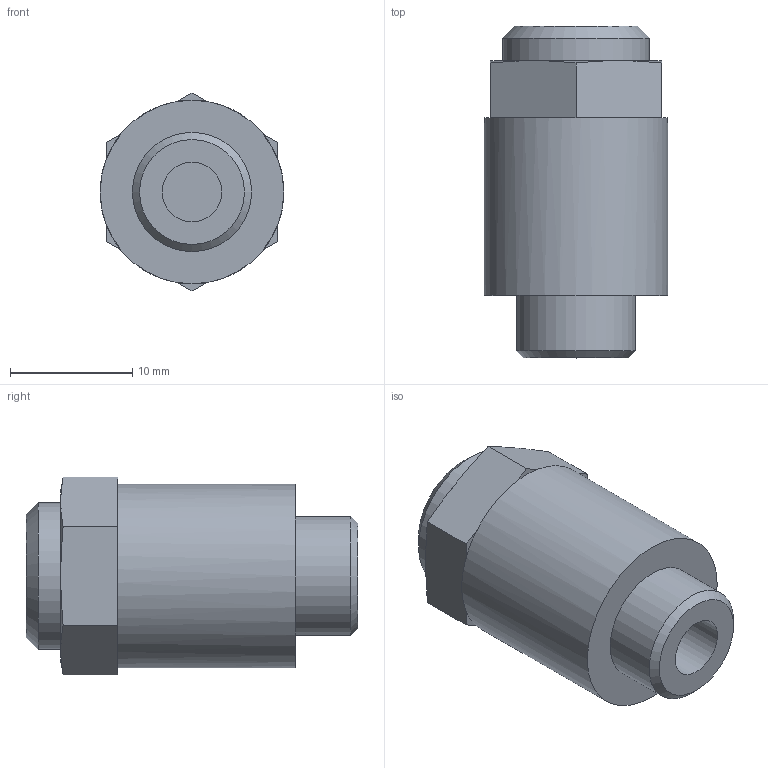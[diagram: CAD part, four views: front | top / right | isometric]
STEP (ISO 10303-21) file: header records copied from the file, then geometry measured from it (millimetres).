
FILE_DESCRIPTION(/* description */ ('STEP AP214'),/* implementation_level */ '2;1');
FILE_NAME(/* name */ '10351_GRE-1_8',/* time_stamp */ '2024-08-23T15:24:53+02:00',/* author */ ('License CC BY-ND 4.0'),/* organization */ ('CADENAS'),/* preprocessor_version */ 'ST-DEVELOPER v19.3',/* originating_system */ 'PARTsolutions',/* authorisation */ ' ');
FILE_SCHEMA (('AUTOMOTIVE_DESIGN {1 0 10303 214 3 1 1}'));
Length unit declared in the file: millimetre
Products named in the file (1): 10351 GRE-1/8
Bounding box: 15 x 27.1 x 16.17 mm (x, y, z)
Volume: 3581.2 mm3; surface area: 1869.1 mm2
Topology: 1 solids, 1 shells, 42 faces, 85 edges, 50 vertices
Faces by surface type: plane 29, cone 8, cylinder 5
Full cylindrical faces by diameter (mm): 4.864 x1, 5 x1, 9.728 x1, 12 x1, 15 x1
Entity records: 1076 total; most frequent: CARTESIAN_POINT 205, DIRECTION 180, ORIENTED_EDGE 154, EDGE_CURVE 77, AXIS2_PLACEMENT_3D 72, EDGE_LOOP 54, FACE_BOUND 54, VERTEX_POINT 49
